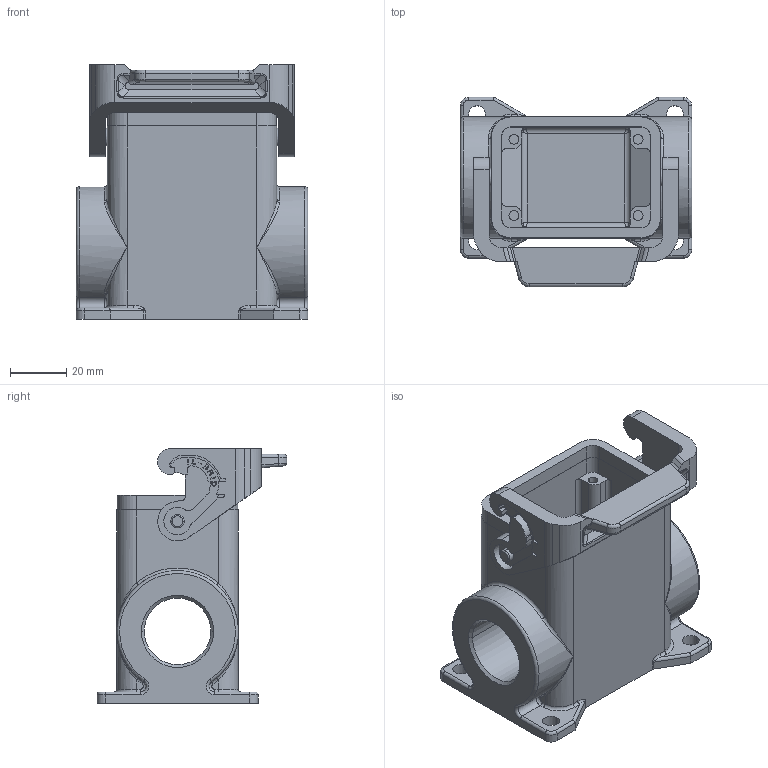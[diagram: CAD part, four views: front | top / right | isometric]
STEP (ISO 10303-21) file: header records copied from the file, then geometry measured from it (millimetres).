
FILE_DESCRIPTION(('Creo Elements/Direct Modeling STEP Export'),'2;1');
FILE_NAME('0ln7uvk5h7821j95420','2022-02-14T16:08:12',(''),(''),'Creo Elements/Direct Modeling STEP processor for AP214 (Solid Model)','Creo Elements/Direct Modeling 20.1B 02-Apr-2019 (C) Parametric Technology GmbH','');
FILE_SCHEMA(('AUTOMOTIVE_DESIGN { 1 0 10303 214 1 1 1 1 }'));
Length unit declared in the file: millimetre
Products named in the file (2): MLAP_06_L225
Assembly tree (1 placements, depth 2):
  MLAP_06_L225
    MLAP_06_L225
Bounding box: 82 x 67.25 x 90.2 mm (x, y, z)
Volume: 113324.6 mm3; surface area: 45439.4 mm2
Topology: 1 solids, 1 shells, 702 faces, 1911 edges, 1236 vertices
Faces by surface type: plane 447, cylinder 187, bspline 36, torus 28, cone 4
Entity records: 37324 total; most frequent: CARTESIAN_POINT 14349, ORIENTED_EDGE 3806, DIRECTION 3341, EDGE_CURVE 1903, VECTOR 1401, LINE 1401, VERTEX_POINT 1236, AXIS2_PLACEMENT_3D 970
